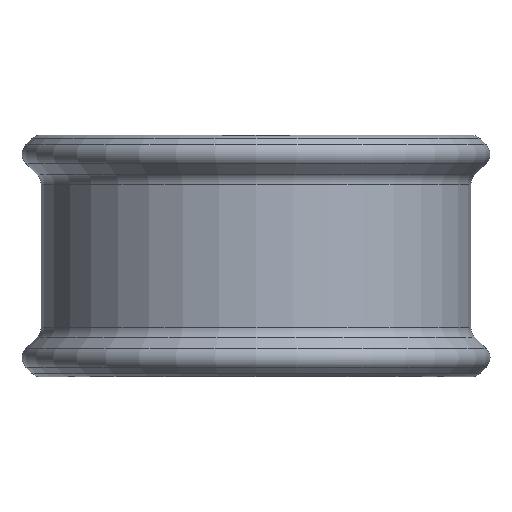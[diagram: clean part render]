
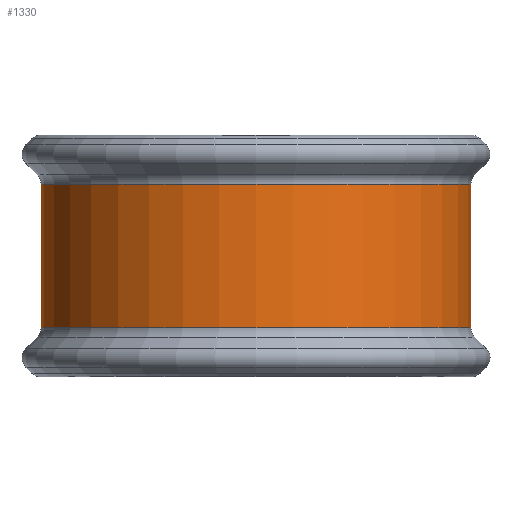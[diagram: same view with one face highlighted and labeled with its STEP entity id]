
A CAD part, front view. The second image highlights one B-rep face of the part: STEP entity #1330.
In plain terms, the highlighted cylindrical face has radius 12.509 mm (diameter 25.019 mm), a partial arc.
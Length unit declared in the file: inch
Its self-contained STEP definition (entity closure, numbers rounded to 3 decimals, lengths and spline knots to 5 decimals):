
#115 = DIRECTION ( 'NONE',  ( 0., 0., -1. ) ) ;
#133 = ORIENTED_EDGE ( 'NONE', *, *, #3579, .F. ) ;
#211 = ORIENTED_EDGE ( 'NONE', *, *, #1763, .T. ) ;
#259 = VERTEX_POINT ( 'NONE', #3505 ) ;
#369 = AXIS2_PLACEMENT_3D ( 'NONE', #2913, #115, #3395 ) ;
#384 = DIRECTION ( 'NONE',  ( -1., 0., 0. ) ) ;
#441 = LINE ( 'NONE', #3948, #1106 ) ;
#530 = ORIENTED_EDGE ( 'NONE', *, *, #3119, .F. ) ;
#682 = DIRECTION ( 'NONE',  ( 0., 0., 1. ) ) ;
#810 = VERTEX_POINT ( 'NONE', #6073 ) ;
#1029 = DIRECTION ( 'NONE',  ( -1., 0., 0. ) ) ;
#1106 = VECTOR ( 'NONE', #682, 39.37008 ) ;
#1280 = LINE ( 'NONE', #4112, #5839 ) ;
#1330 = ADVANCED_FACE ( 'NONE', ( #2998 ), #2423, .T. ) ;
#1763 = EDGE_CURVE ( 'NONE', #4984, #259, #4245, .T. ) ;
#1768 = DIRECTION ( 'NONE',  ( 0., 0., 1. ) ) ;
#1939 = CARTESIAN_POINT ( 'NONE',  ( 0.4375, -0.812, 0. ) ) ;
#2423 = CYLINDRICAL_SURFACE ( 'NONE', #2514, 0.4925 ) ;
#2514 = AXIS2_PLACEMENT_3D ( 'NONE', #1939, #3818, #1029 ) ;
#2826 = EDGE_CURVE ( 'NONE', #5702, #4984, #1280, .T. ) ;
#2913 = CARTESIAN_POINT ( 'NONE',  ( 0.4375, -0.812, -0.16479 ) ) ;
#2951 = CARTESIAN_POINT ( 'NONE',  ( 0.4375, -0.3195, -0.16479 ) ) ;
#2998 = FACE_OUTER_BOUND ( 'NONE', #4249, .T. ) ;
#3119 = EDGE_CURVE ( 'NONE', #810, #259, #441, .T. ) ;
#3195 = DIRECTION ( 'NONE',  ( 0., 0., -1. ) ) ;
#3230 = AXIS2_PLACEMENT_3D ( 'NONE', #6042, #3195, #384 ) ;
#3395 = DIRECTION ( 'NONE',  ( -1., 0., 0. ) ) ;
#3505 = CARTESIAN_POINT ( 'NONE',  ( -0.055, -0.812, 0.16479 ) ) ;
#3512 = CIRCLE ( 'NONE', #369, 0.4925 ) ;
#3579 = EDGE_CURVE ( 'NONE', #5702, #810, #3512, .T. ) ;
#3818 = DIRECTION ( 'NONE',  ( 0., 0., -1. ) ) ;
#3948 = CARTESIAN_POINT ( 'NONE',  ( -0.055, -0.812, 0.16479 ) ) ;
#4112 = CARTESIAN_POINT ( 'NONE',  ( 0.4375, -0.3195, 0.16479 ) ) ;
#4245 = CIRCLE ( 'NONE', #3230, 0.4925 ) ;
#4249 = EDGE_LOOP ( 'NONE', ( #5648, #211, #530, #133 ) ) ;
#4597 = CARTESIAN_POINT ( 'NONE',  ( 0.4375, -0.3195, 0.16479 ) ) ;
#4984 = VERTEX_POINT ( 'NONE', #4597 ) ;
#5648 = ORIENTED_EDGE ( 'NONE', *, *, #2826, .T. ) ;
#5702 = VERTEX_POINT ( 'NONE', #2951 ) ;
#5839 = VECTOR ( 'NONE', #1768, 39.37008 ) ;
#6042 = CARTESIAN_POINT ( 'NONE',  ( 0.4375, -0.812, 0.16479 ) ) ;
#6073 = CARTESIAN_POINT ( 'NONE',  ( -0.055, -0.812, -0.16479 ) ) ;
